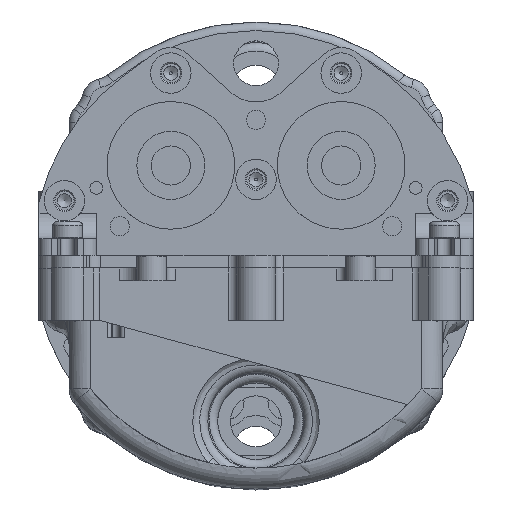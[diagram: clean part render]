
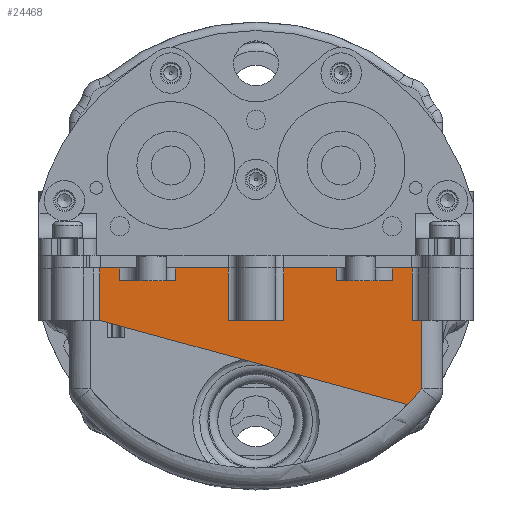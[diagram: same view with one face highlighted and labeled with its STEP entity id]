
A CAD part, top view. The second image highlights one B-rep face of the part: STEP entity #24468.
In plain terms, the highlighted planar face has unit normal (0, 0, 1).
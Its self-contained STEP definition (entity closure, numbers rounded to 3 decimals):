
#1920=LINE('',#42132,#3714);
#1928=LINE('',#42154,#3722);
#1937=LINE('',#42176,#3731);
#1943=LINE('',#42196,#3737);
#1947=LINE('',#42205,#3741);
#1949=LINE('',#42216,#3743);
#1957=LINE('',#42245,#3751);
#1962=LINE('',#42260,#3756);
#1968=LINE('',#42280,#3762);
#1971=LINE('',#42289,#3765);
#1977=LINE('',#42306,#3771);
#1980=LINE('',#42325,#3774);
#1983=LINE('',#42344,#3777);
#2286=LINE('',#44132,#4080);
#2289=LINE('',#44145,#4083);
#2313=LINE('',#44974,#4107);
#2314=LINE('',#44978,#4108);
#2388=LINE('',#45934,#4182);
#2389=LINE('',#45935,#4183);
#2390=LINE('',#45936,#4184);
#2391=LINE('',#45937,#4185);
#3714=VECTOR('',#32351,10.);
#3722=VECTOR('',#32369,10.);
#3731=VECTOR('',#32388,10.);
#3737=VECTOR('',#32412,10.);
#3741=VECTOR('',#32420,10.);
#3743=VECTOR('',#32432,10.);
#3751=VECTOR('',#32464,10.);
#3756=VECTOR('',#32477,10.);
#3762=VECTOR('',#32497,10.);
#3765=VECTOR('',#32508,10.);
#3771=VECTOR('',#32522,10.);
#3774=VECTOR('',#32541,10.);
#3777=VECTOR('',#32560,10.);
#4080=VECTOR('',#33771,19.017);
#4083=VECTOR('',#33778,5.);
#4107=VECTOR('',#33936,10.);
#4108=VECTOR('',#33941,10.);
#4182=VECTOR('',#34259,10.);
#4183=VECTOR('',#34260,10.);
#4184=VECTOR('',#34261,10.);
#4185=VECTOR('',#34262,10.);
#6244=FACE_OUTER_BOUND('',#7890,.T.);
#7890=EDGE_LOOP('',(#21734,#21735,#21736,#21737,#21738,#21739,#21740,#21741,
#21742,#21743,#21744,#21745,#21746,#21747,#21748,#21749,#21750,#21751,#21752,
#21753,#21754,#21755,#21756,#21757,#21758));
#9360=CIRCLE('',#26916,50.);
#9364=CIRCLE('',#26920,50.);
#9437=CIRCLE('',#27098,11.);
#9438=CIRCLE('',#27099,11.);
#11152=VERTEX_POINT('',#42129);
#11153=VERTEX_POINT('',#42131);
#11160=VERTEX_POINT('',#42148);
#11162=VERTEX_POINT('',#42152);
#11170=VERTEX_POINT('',#42174);
#11175=VERTEX_POINT('',#42194);
#11178=VERTEX_POINT('',#42204);
#11182=VERTEX_POINT('',#42213);
#11190=VERTEX_POINT('',#42242);
#11191=VERTEX_POINT('',#42244);
#11196=VERTEX_POINT('',#42257);
#11197=VERTEX_POINT('',#42259);
#11204=VERTEX_POINT('',#42279);
#11206=VERTEX_POINT('',#42287);
#11212=VERTEX_POINT('',#42304);
#11213=VERTEX_POINT('',#42305);
#11221=VERTEX_POINT('',#42324);
#11229=VERTEX_POINT('',#42342);
#11565=VERTEX_POINT('',#43791);
#11566=VERTEX_POINT('',#43792);
#11569=VERTEX_POINT('',#43798);
#11657=VERTEX_POINT('',#44972);
#11658=VERTEX_POINT('',#44973);
#11659=VERTEX_POINT('',#44976);
#14234=EDGE_CURVE('',#11152,#11153,#1920,.T.);
#14245=EDGE_CURVE('',#11162,#11160,#1928,.T.);
#14256=EDGE_CURVE('',#11162,#11170,#1937,.T.);
#14266=EDGE_CURVE('',#11170,#11175,#1943,.T.);
#14270=EDGE_CURVE('',#11178,#11153,#1947,.T.);
#14276=EDGE_CURVE('',#11182,#11178,#1949,.T.);
#14289=EDGE_CURVE('',#11190,#11191,#1957,.T.);
#14296=EDGE_CURVE('',#11197,#11196,#1962,.T.);
#14306=EDGE_CURVE('',#11197,#11204,#1968,.T.);
#14311=EDGE_CURVE('',#11206,#11196,#1971,.T.);
#14318=EDGE_CURVE('',#11212,#11213,#1977,.T.);
#14328=EDGE_CURVE('',#11221,#11191,#1980,.T.);
#14338=EDGE_CURVE('',#11212,#11229,#1983,.T.);
#14797=EDGE_CURVE('',#11565,#11566,#9360,.T.);
#14801=EDGE_CURVE('',#11566,#11569,#9364,.T.);
#14919=EDGE_CURVE('',#11229,#11565,#2286,.T.);
#14923=EDGE_CURVE('',#11569,#11221,#2289,.T.);
#14993=EDGE_CURVE('',#11657,#11658,#2313,.T.);
#14994=EDGE_CURVE('',#11657,#11566,#9437,.T.);
#14995=EDGE_CURVE('',#11566,#11659,#9438,.T.);
#14996=EDGE_CURVE('',#11658,#11659,#2314,.T.);
#15156=EDGE_CURVE('',#11152,#11204,#2388,.T.);
#15157=EDGE_CURVE('',#11206,#11160,#2389,.T.);
#15158=EDGE_CURVE('',#11175,#11213,#2390,.T.);
#15159=EDGE_CURVE('',#11190,#11182,#2391,.T.);
#21734=ORIENTED_EDGE('',*,*,#14234,.F.);
#21735=ORIENTED_EDGE('',*,*,#15156,.T.);
#21736=ORIENTED_EDGE('',*,*,#14306,.F.);
#21737=ORIENTED_EDGE('',*,*,#14296,.T.);
#21738=ORIENTED_EDGE('',*,*,#14311,.F.);
#21739=ORIENTED_EDGE('',*,*,#15157,.T.);
#21740=ORIENTED_EDGE('',*,*,#14245,.F.);
#21741=ORIENTED_EDGE('',*,*,#14256,.T.);
#21742=ORIENTED_EDGE('',*,*,#14266,.T.);
#21743=ORIENTED_EDGE('',*,*,#15158,.T.);
#21744=ORIENTED_EDGE('',*,*,#14318,.F.);
#21745=ORIENTED_EDGE('',*,*,#14338,.T.);
#21746=ORIENTED_EDGE('',*,*,#14919,.T.);
#21747=ORIENTED_EDGE('',*,*,#14797,.T.);
#21748=ORIENTED_EDGE('',*,*,#14994,.F.);
#21749=ORIENTED_EDGE('',*,*,#14993,.T.);
#21750=ORIENTED_EDGE('',*,*,#14996,.T.);
#21751=ORIENTED_EDGE('',*,*,#14995,.F.);
#21752=ORIENTED_EDGE('',*,*,#14801,.T.);
#21753=ORIENTED_EDGE('',*,*,#14923,.T.);
#21754=ORIENTED_EDGE('',*,*,#14328,.T.);
#21755=ORIENTED_EDGE('',*,*,#14289,.F.);
#21756=ORIENTED_EDGE('',*,*,#15159,.T.);
#21757=ORIENTED_EDGE('',*,*,#14276,.T.);
#21758=ORIENTED_EDGE('',*,*,#14270,.T.);
#23209=PLANE('',#27221);
#24468=ADVANCED_FACE('',(#6244),#23209,.F.);
#26916=AXIS2_PLACEMENT_3D('',#43793,#33477,#33478);
#26920=AXIS2_PLACEMENT_3D('',#43800,#33485,#33486);
#27098=AXIS2_PLACEMENT_3D('',#44975,#33937,#33938);
#27099=AXIS2_PLACEMENT_3D('',#44977,#33939,#33940);
#27221=AXIS2_PLACEMENT_3D('',#45933,#34257,#34258);
#32351=DIRECTION('',(0.,-1.,0.));
#32369=DIRECTION('',(0.,1.,0.));
#32388=DIRECTION('',(-1.,0.,0.));
#32412=DIRECTION('',(0.,1.,0.));
#32420=DIRECTION('',(-1.,0.,0.));
#32432=DIRECTION('',(0.,-1.,0.));
#32464=DIRECTION('',(0.,-1.,0.));
#32477=DIRECTION('',(-1.,0.,0.));
#32497=DIRECTION('',(0.,1.,0.));
#32508=DIRECTION('',(0.,-1.,0.));
#32522=DIRECTION('',(0.,1.,0.));
#32541=DIRECTION('',(-1.,0.,0.));
#32560=DIRECTION('',(-1.,0.,0.));
#33477=DIRECTION('center_axis',(0.,0.,
1.));
#33478=DIRECTION('ref_axis',(0.108,-0.994,0.));
#33485=DIRECTION('center_axis',(0.,0.,
1.));
#33486=DIRECTION('ref_axis',(0.108,-0.994,0.));
#33771=DIRECTION('',(0.,-1.,0.));
#33778=DIRECTION('',(0.,1.,0.));
#33936=DIRECTION('',(0.,1.,0.));
#33937=DIRECTION('center_axis',(0.,0.,
1.));
#33938=DIRECTION('ref_axis',(-1.,0.,0.));
#33939=DIRECTION('center_axis',(0.,0.,
1.));
#33940=DIRECTION('ref_axis',(-1.,0.,0.));
#33941=DIRECTION('',(0.,1.,0.));
#34257=DIRECTION('center_axis',(0.,0.,
-1.));
#34258=DIRECTION('ref_axis',(1.,0.,0.));
#34259=DIRECTION('',(-1.,0.,0.));
#34260=DIRECTION('',(-1.,0.,0.));
#34261=DIRECTION('',(-1.,0.,0.));
#34262=DIRECTION('',(-1.,0.,0.));
#42129=CARTESIAN_POINT('',(19.,-3.,121.));
#42131=CARTESIAN_POINT('',(19.,-6.,121.));
#42132=CARTESIAN_POINT('',(19.,-3.,121.));
#42148=CARTESIAN_POINT('',(-19.,-3.,121.));
#42152=CARTESIAN_POINT('',(-19.,-6.,121.));
#42154=CARTESIAN_POINT('',(-19.,-3.,121.));
#42174=CARTESIAN_POINT('',(-32.,-6.,121.));
#42176=CARTESIAN_POINT('',(0.,-6.,121.));
#42194=CARTESIAN_POINT('',(-32.,-3.,121.));
#42196=CARTESIAN_POINT('',(-32.,-3.,121.));
#42204=CARTESIAN_POINT('',(32.,-6.,121.));
#42205=CARTESIAN_POINT('',(0.,-6.,121.));
#42213=CARTESIAN_POINT('',(32.,-3.,121.));
#42216=CARTESIAN_POINT('',(32.,-3.,121.));
#42242=CARTESIAN_POINT('',(36.708,-3.,121.));
#42244=CARTESIAN_POINT('',(36.708,-15.3,121.));
#42245=CARTESIAN_POINT('',(36.708,-1.5,121.));
#42257=CARTESIAN_POINT('',(-6.5,-15.3,121.));
#42259=CARTESIAN_POINT('',(6.5,-15.3,121.));
#42260=CARTESIAN_POINT('',(0.,-15.3,121.));
#42279=CARTESIAN_POINT('',(6.5,-3.,121.));
#42280=CARTESIAN_POINT('',(6.5,-1.5,121.));
#42287=CARTESIAN_POINT('',(-6.5,-3.,121.));
#42289=CARTESIAN_POINT('',(-6.5,-1.5,121.));
#42304=CARTESIAN_POINT('',(-36.708,-15.3,121.));
#42305=CARTESIAN_POINT('',(-36.708,-3.,121.));
#42306=CARTESIAN_POINT('',(-36.708,-1.5,121.));
#42324=CARTESIAN_POINT('',(38.9,-15.3,121.));
#42325=CARTESIAN_POINT('',(0.,-15.3,121.));
#42342=CARTESIAN_POINT('',(-38.9,-15.3,121.));
#42344=CARTESIAN_POINT('',(0.,-15.3,121.));
#43791=CARTESIAN_POINT('',(-38.9,-31.413,121.));
#43792=CARTESIAN_POINT('',(0.,-50.,121.));
#43793=CARTESIAN_POINT('Origin',(0.,0.,
121.));
#43798=CARTESIAN_POINT('',(38.9,-31.413,121.));
#43800=CARTESIAN_POINT('Origin',(0.,0.,
121.));
#44132=CARTESIAN_POINT('',(-38.9,-12.396,121.));
#44145=CARTESIAN_POINT('',(38.9,-123.452,121.));
#44972=CARTESIAN_POINT('',(-10.985,-39.571,121.));
#44973=CARTESIAN_POINT('',(-10.985,-39.,121.));
#44974=CARTESIAN_POINT('',(-10.985,-31.45,121.));
#44975=CARTESIAN_POINT('Origin',(0.,-39.,
121.));
#44976=CARTESIAN_POINT('',(-10.985,-38.429,121.));
#44977=CARTESIAN_POINT('Origin',(0.,-39.,
121.));
#44978=CARTESIAN_POINT('',(-10.985,-31.45,121.));
#45933=CARTESIAN_POINT('Origin',(0.,0.,
121.));
#45934=CARTESIAN_POINT('',(-27.459,-3.,121.));
#45935=CARTESIAN_POINT('',(-27.459,-3.,121.));
#45936=CARTESIAN_POINT('',(-27.459,-3.,121.));
#45937=CARTESIAN_POINT('',(-27.459,-3.,121.));
